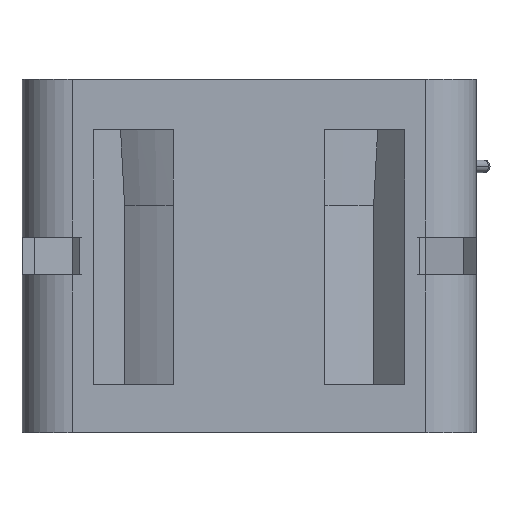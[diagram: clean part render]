
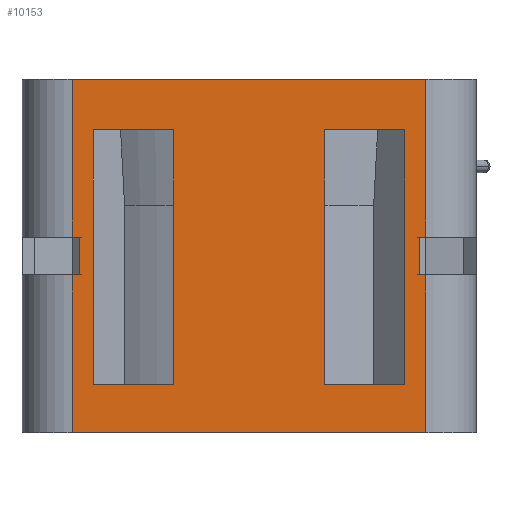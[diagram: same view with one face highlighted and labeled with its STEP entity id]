
A CAD part, left-side view. The second image highlights one B-rep face of the part: STEP entity #10153.
In plain terms, the highlighted planar face has unit normal (-1, 0, 0).
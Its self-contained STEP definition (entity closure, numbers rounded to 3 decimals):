
#118=DIRECTION('',(0.,-1.,0.));
#119=VECTOR('',#118,28.);
#120=CARTESIAN_POINT('',(-18.,14.,-28.));
#121=LINE('',#120,#119);
#3541=DIRECTION('',(0.,0.,1.));
#3542=VECTOR('',#3541,12.5);
#3543=CARTESIAN_POINT('',(-18.,-14.,-28.));
#3544=LINE('',#3543,#3542);
#3580=DIRECTION('',(0.,-1.,0.));
#3581=VECTOR('',#3580,0.525);
#3582=CARTESIAN_POINT('',(-18.,-13.475,-15.5));
#3583=LINE('',#3582,#3581);
#3584=DIRECTION('',(0.,-1.,0.));
#3585=VECTOR('',#3584,0.525);
#3586=CARTESIAN_POINT('',(-18.,14.,-15.5));
#3587=LINE('',#3586,#3585);
#3588=DIRECTION('',(0.,0.,1.));
#3589=VECTOR('',#3588,3.);
#3590=CARTESIAN_POINT('',(-18.,13.475,-15.5));
#3591=LINE('',#3590,#3589);
#3592=DIRECTION('',(0.,-1.,0.));
#3593=VECTOR('',#3592,28.);
#3594=CARTESIAN_POINT('',(-18.,14.,0.));
#3595=LINE('',#3594,#3593);
#3596=DIRECTION('',(0.,-1.,0.));
#3597=VECTOR('',#3596,6.343);
#3598=CARTESIAN_POINT('',(-18.,12.343,-24.2));
#3599=LINE('',#3598,#3597);
#3600=DIRECTION('',(0.,-1.,0.));
#3601=VECTOR('',#3600,6.343);
#3602=CARTESIAN_POINT('',(-18.,-6.,-24.2));
#3603=LINE('',#3602,#3601);
#3604=DIRECTION('',(0.,0.,1.));
#3605=VECTOR('',#3604,20.2);
#3606=CARTESIAN_POINT('',(-18.,-12.343,-24.2));
#3607=LINE('',#3606,#3605);
#3608=DIRECTION('',(0.,0.,-1.));
#3609=VECTOR('',#3608,20.2);
#3610=CARTESIAN_POINT('',(-18.,-6.,-4.));
#3611=LINE('',#3610,#3609);
#3612=DIRECTION('',(0.,0.,-1.));
#3613=VECTOR('',#3612,12.5);
#3614=CARTESIAN_POINT('',(-18.,14.,-15.5));
#3615=LINE('',#3614,#3613);
#3990=DIRECTION('',(0.,0.,-1.));
#3991=VECTOR('',#3990,12.5);
#3992=CARTESIAN_POINT('',(-18.,14.,0.));
#3993=LINE('',#3992,#3991);
#3994=DIRECTION('',(0.,-1.,0.));
#3995=VECTOR('',#3994,0.525);
#3996=CARTESIAN_POINT('',(-18.,14.,-12.5));
#3997=LINE('',#3996,#3995);
#4195=DIRECTION('',(0.,0.,1.));
#4196=VECTOR('',#4195,12.5);
#4197=CARTESIAN_POINT('',(-18.,-14.,-12.5));
#4198=LINE('',#4197,#4196);
#4203=DIRECTION('',(0.,-1.,0.));
#4204=VECTOR('',#4203,0.525);
#4205=CARTESIAN_POINT('',(-18.,-13.475,-12.5));
#4206=LINE('',#4205,#4204);
#4258=DIRECTION('',(0.,0.,1.));
#4259=VECTOR('',#4258,3.);
#4260=CARTESIAN_POINT('',(-18.,-13.475,-15.5));
#4261=LINE('',#4260,#4259);
#4278=DIRECTION('',(0.,-1.,0.));
#4279=VECTOR('',#4278,6.343);
#4280=CARTESIAN_POINT('',(-18.,12.343,-4.));
#4281=LINE('',#4280,#4279);
#4287=DIRECTION('',(0.,0.,1.));
#4288=VECTOR('',#4287,20.2);
#4289=CARTESIAN_POINT('',(-18.,12.343,-24.2));
#4290=LINE('',#4289,#4288);
#4335=DIRECTION('',(0.,0.,-1.));
#4336=VECTOR('',#4335,20.2);
#4337=CARTESIAN_POINT('',(-18.,6.,-4.));
#4338=LINE('',#4337,#4336);
#4373=DIRECTION('',(0.,-1.,0.));
#4374=VECTOR('',#4373,6.343);
#4375=CARTESIAN_POINT('',(-18.,-6.,-4.));
#4376=LINE('',#4375,#4374);
#4612=CARTESIAN_POINT('',(-18.,14.,-28.));
#4613=VERTEX_POINT('',#4612);
#4614=CARTESIAN_POINT('',(-18.,-14.,-28.));
#4615=VERTEX_POINT('',#4614);
#4858=CARTESIAN_POINT('',(-18.,-14.,0.));
#4859=VERTEX_POINT('',#4858);
#4860=CARTESIAN_POINT('',(-18.,14.,0.));
#4861=VERTEX_POINT('',#4860);
#5279=CARTESIAN_POINT('',(-18.,-14.,-15.5));
#5280=VERTEX_POINT('',#5279);
#5281=CARTESIAN_POINT('',(-18.,-13.475,-15.5));
#5282=VERTEX_POINT('',#5281);
#5295=CARTESIAN_POINT('',(-18.,14.,-15.5));
#5296=VERTEX_POINT('',#5295);
#5297=CARTESIAN_POINT('',(-18.,13.475,-15.5));
#5298=VERTEX_POINT('',#5297);
#5299=CARTESIAN_POINT('',(-18.,13.475,-12.5));
#5300=VERTEX_POINT('',#5299);
#5301=CARTESIAN_POINT('',(-18.,14.,-12.5));
#5302=VERTEX_POINT('',#5301);
#5303=CARTESIAN_POINT('',(-18.,-14.,-12.5));
#5304=VERTEX_POINT('',#5303);
#5305=CARTESIAN_POINT('',(-18.,-13.475,-12.5));
#5306=VERTEX_POINT('',#5305);
#5307=CARTESIAN_POINT('',(-18.,12.343,-4.));
#5308=CARTESIAN_POINT('',(-18.,6.,-4.));
#5309=VERTEX_POINT('',#5307);
#5310=VERTEX_POINT('',#5308);
#5311=CARTESIAN_POINT('',(-18.,12.343,-24.2));
#5312=VERTEX_POINT('',#5311);
#5313=CARTESIAN_POINT('',(-18.,6.,-24.2));
#5314=VERTEX_POINT('',#5313);
#5315=CARTESIAN_POINT('',(-18.,-6.,-24.2));
#5316=CARTESIAN_POINT('',(-18.,-12.343,-24.2));
#5317=VERTEX_POINT('',#5315);
#5318=VERTEX_POINT('',#5316);
#5319=CARTESIAN_POINT('',(-18.,-12.343,-4.));
#5320=VERTEX_POINT('',#5319);
#5321=CARTESIAN_POINT('',(-18.,-6.,-4.));
#5322=VERTEX_POINT('',#5321);
#10106=CARTESIAN_POINT('',(-18.,-18.,0.));
#10107=DIRECTION('',(1.,0.,0.));
#10108=DIRECTION('',(0.,1.,0.));
#10109=AXIS2_PLACEMENT_3D('',#10106,#10107,#10108);
#10110=PLANE('',#10109);
#10111=ORIENTED_EDGE('',*,*,#10083,.T.);
#10112=ORIENTED_EDGE('',*,*,#10073,.F.);
#10113=ORIENTED_EDGE('',*,*,#5578,.F.);
#10115=ORIENTED_EDGE('',*,*,#10114,.F.);
#10117=ORIENTED_EDGE('',*,*,#10116,.T.);
#10119=ORIENTED_EDGE('',*,*,#10118,.T.);
#10121=ORIENTED_EDGE('',*,*,#10120,.F.);
#10123=ORIENTED_EDGE('',*,*,#10122,.F.);
#10124=ORIENTED_EDGE('',*,*,#6755,.T.);
#10126=ORIENTED_EDGE('',*,*,#10125,.F.);
#10128=ORIENTED_EDGE('',*,*,#10127,.F.);
#10130=ORIENTED_EDGE('',*,*,#10129,.F.);
#10131=EDGE_LOOP('',(#10111,#10112,#10113,#10115,#10117,#10119,#10121,#10123,
#10124,#10126,#10128,#10130));
#10132=FACE_OUTER_BOUND('',#10131,.F.);
#10134=ORIENTED_EDGE('',*,*,#10133,.F.);
#10136=ORIENTED_EDGE('',*,*,#10135,.F.);
#10138=ORIENTED_EDGE('',*,*,#10137,.T.);
#10140=ORIENTED_EDGE('',*,*,#10139,.F.);
#10141=EDGE_LOOP('',(#10134,#10136,#10138,#10140));
#10142=FACE_BOUND('',#10141,.F.);
#10144=ORIENTED_EDGE('',*,*,#10143,.T.);
#10146=ORIENTED_EDGE('',*,*,#10145,.T.);
#10148=ORIENTED_EDGE('',*,*,#10147,.F.);
#10150=ORIENTED_EDGE('',*,*,#10149,.T.);
#10151=EDGE_LOOP('',(#10144,#10146,#10148,#10150));
#10152=FACE_BOUND('',#10151,.F.);
#10153=ADVANCED_FACE('',(#10132,#10142,#10152),#10110,.F.);
#5578=EDGE_CURVE('',#4613,#4615,#121,.T.);
#6755=EDGE_CURVE('',#4861,#4859,#3595,.T.);
#10073=EDGE_CURVE('',#4615,#5280,#3544,.T.);
#10083=EDGE_CURVE('',#5282,#5280,#3583,.T.);
#10114=EDGE_CURVE('',#5296,#4613,#3615,.T.);
#10116=EDGE_CURVE('',#5296,#5298,#3587,.T.);
#10118=EDGE_CURVE('',#5298,#5300,#3591,.T.);
#10120=EDGE_CURVE('',#5302,#5300,#3997,.T.);
#10122=EDGE_CURVE('',#4861,#5302,#3993,.T.);
#10125=EDGE_CURVE('',#5304,#4859,#4198,.T.);
#10127=EDGE_CURVE('',#5306,#5304,#4206,.T.);
#10129=EDGE_CURVE('',#5282,#5306,#4261,.T.);
#10133=EDGE_CURVE('',#5309,#5310,#4281,.T.);
#10135=EDGE_CURVE('',#5312,#5309,#4290,.T.);
#10137=EDGE_CURVE('',#5312,#5314,#3599,.T.);
#10139=EDGE_CURVE('',#5310,#5314,#4338,.T.);
#10143=EDGE_CURVE('',#5317,#5318,#3603,.T.);
#10145=EDGE_CURVE('',#5318,#5320,#3607,.T.);
#10147=EDGE_CURVE('',#5322,#5320,#4376,.T.);
#10149=EDGE_CURVE('',#5322,#5317,#3611,.T.);
